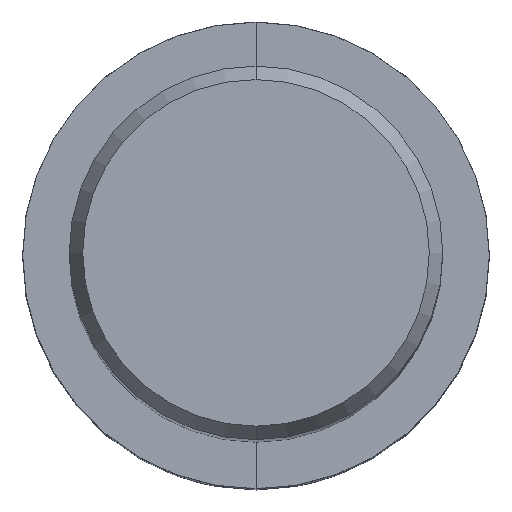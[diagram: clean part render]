
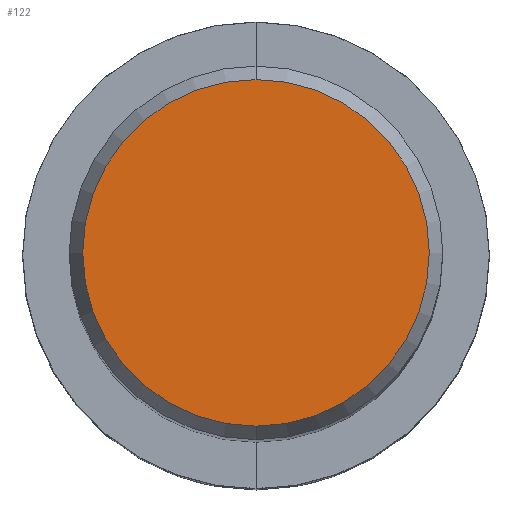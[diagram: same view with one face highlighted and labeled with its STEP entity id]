
A CAD part, top view. The second image highlights one B-rep face of the part: STEP entity #122.
In plain terms, the highlighted planar face has unit normal (0, 0, 1).
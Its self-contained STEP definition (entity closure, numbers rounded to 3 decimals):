
#98=VERTEX_POINT('',#219);
#100=VERTEX_POINT('',#221);
#122=ADVANCED_FACE('',(#245),#246,.T.);
#148=EDGE_CURVE('',#100,#98,#275,.T.);
#156=EDGE_CURVE('',#98,#100,#284,.T.);
#219=CARTESIAN_POINT('',(0.,-5.892,0.01));
#221=CARTESIAN_POINT('',(0.0,5.892,0.01));
#245=FACE_OUTER_BOUND('',#381,.T.);
#246=PLANE('',#382);
#275=CIRCLE('',#417,5.892);
#284=CIRCLE('',#428,5.892);
#381=EDGE_LOOP('',(#515,#516));
#382=AXIS2_PLACEMENT_3D('',#517,#518,#519);
#417=AXIS2_PLACEMENT_3D('',#551,#552,#553);
#428=AXIS2_PLACEMENT_3D('',#565,#566,#567);
#515=ORIENTED_EDGE('',*,*,#148,.F.);
#516=ORIENTED_EDGE('',*,*,#156,.F.);
#517=CARTESIAN_POINT('',(0.0,2.946,0.01));
#518=DIRECTION('',(-0.0,0.0,1.0));
#519=DIRECTION('',(0.0,-1.0,0.0));
#551=CARTESIAN_POINT('',(0.0,0.0,0.01));
#552=DIRECTION('',(0.0,0.0,-1.0));
#553=DIRECTION('',(0.0,1.0,0.0));
#565=CARTESIAN_POINT('',(0.0,0.0,0.01));
#566=DIRECTION('',(0.0,0.0,-1.0));
#567=DIRECTION('',(0.0,1.0,0.0));
